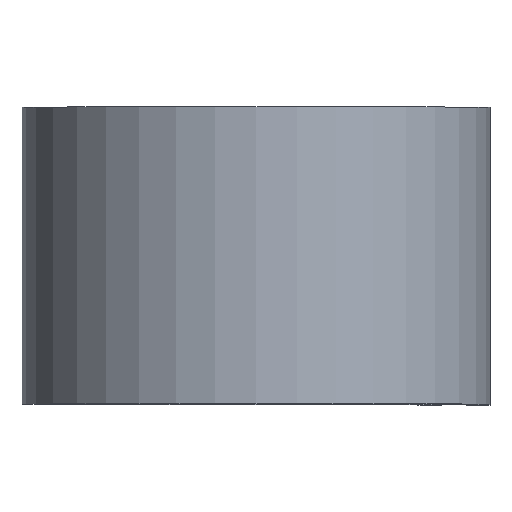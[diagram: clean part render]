
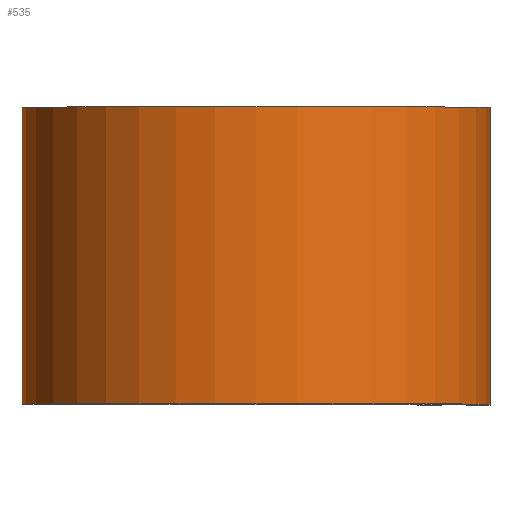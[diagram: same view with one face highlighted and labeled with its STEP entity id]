
A CAD part, top view. The second image highlights one B-rep face of the part: STEP entity #535.
In plain terms, the highlighted cylindrical face has radius 15.011 mm (diameter 30.023 mm), a partial arc.
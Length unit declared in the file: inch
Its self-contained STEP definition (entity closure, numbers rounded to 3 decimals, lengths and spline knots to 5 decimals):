
#12 = DIRECTION ( 'NONE',  ( 0., -1., 0. ) ) ;
#18 = CARTESIAN_POINT ( 'NONE',  ( 0.591, 0.375, 0. ) ) ;
#19 = DIRECTION ( 'NONE',  ( 0., -1., 0. ) ) ;
#72 = CARTESIAN_POINT ( 'NONE',  ( 0.591, -0.375, 0. ) ) ;
#75 = CIRCLE ( 'NONE', #194, 0.591 ) ;
#78 = CARTESIAN_POINT ( 'NONE',  ( 0., 0.375, -0.591 ) ) ;
#89 = ORIENTED_EDGE ( 'NONE', *, *, #520, .T. ) ;
#103 = CARTESIAN_POINT ( 'NONE',  ( 0., -0.375, 0. ) ) ;
#131 = ORIENTED_EDGE ( 'NONE', *, *, #168, .T. ) ;
#146 = AXIS2_PLACEMENT_3D ( 'NONE', #103, #573, #220 ) ;
#168 = EDGE_CURVE ( 'NONE', #326, #285, #197, .T. ) ;
#194 = AXIS2_PLACEMENT_3D ( 'NONE', #272, #394, #202 ) ;
#197 = CIRCLE ( 'NONE', #146, 0.591 ) ;
#200 = EDGE_CURVE ( 'NONE', #599, #628, #75, .T. ) ;
#202 = DIRECTION ( 'NONE',  ( 1., 0., 0. ) ) ;
#220 = DIRECTION ( 'NONE',  ( 1., 0., 0. ) ) ;
#257 = EDGE_CURVE ( 'NONE', #628, #285, #332, .T. ) ;
#272 = CARTESIAN_POINT ( 'NONE',  ( 0., 0.375, 0. ) ) ;
#285 = VERTEX_POINT ( 'NONE', #72 ) ;
#305 = VECTOR ( 'NONE', #19, 39.37008 ) ;
#312 = VECTOR ( 'NONE', #12, 39.37008 ) ;
#326 = VERTEX_POINT ( 'NONE', #444 ) ;
#332 = LINE ( 'NONE', #18, #312 ) ;
#351 = ORIENTED_EDGE ( 'NONE', *, *, #257, .F. ) ;
#394 = DIRECTION ( 'NONE',  ( 0., 1., 0. ) ) ;
#398 = CARTESIAN_POINT ( 'NONE',  ( 0., 0.375, 0. ) ) ;
#409 = EDGE_LOOP ( 'NONE', ( #131, #351, #560, #89 ) ) ;
#444 = CARTESIAN_POINT ( 'NONE',  ( 0., -0.375, -0.591 ) ) ;
#445 = CYLINDRICAL_SURFACE ( 'NONE', #605, 0.591 ) ;
#472 = FACE_OUTER_BOUND ( 'NONE', #409, .T. ) ;
#475 = DIRECTION ( 'NONE',  ( 0., 0., -1. ) ) ;
#513 = CARTESIAN_POINT ( 'NONE',  ( 0.591, 0.375, 0. ) ) ;
#520 = EDGE_CURVE ( 'NONE', #599, #326, #578, .T. ) ;
#535 = ADVANCED_FACE ( 'NONE', ( #472 ), #445, .T. ) ;
#560 = ORIENTED_EDGE ( 'NONE', *, *, #200, .F. ) ;
#573 = DIRECTION ( 'NONE',  ( 0., 1., 0. ) ) ;
#578 = LINE ( 'NONE', #78, #305 ) ;
#585 = CARTESIAN_POINT ( 'NONE',  ( 0., 0.375, -0.591 ) ) ;
#599 = VERTEX_POINT ( 'NONE', #585 ) ;
#605 = AXIS2_PLACEMENT_3D ( 'NONE', #398, #626, #475 ) ;
#626 = DIRECTION ( 'NONE',  ( 0., -1., 0. ) ) ;
#628 = VERTEX_POINT ( 'NONE', #513 ) ;
